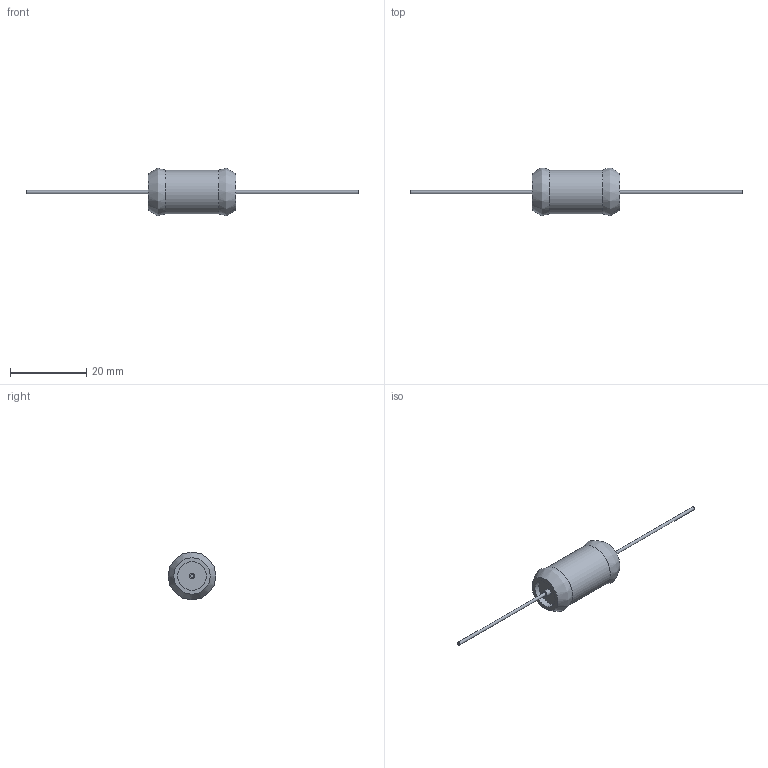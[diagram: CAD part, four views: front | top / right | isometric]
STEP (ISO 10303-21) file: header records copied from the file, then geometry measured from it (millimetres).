
FILE_DESCRIPTION(/* description */ ('Unknown'),/* implementation_level */ '2;1');
FILE_NAME(/* name */ 'HM51',/* time_stamp */ '2021-11-23T17:26:49+08:00',/* author */ ('Unknown'),/* organization */ ('Unknown'),/* preprocessor_version */ 'ST-DEVELOPER v16.7',/* originating_system */ 'Solid Edge',/* authorisation */ 'Unknown');
FILE_SCHEMA (('AUTOMOTIVE_DESIGN {1 0 10303 214 3 1 1}'));
Length unit declared in the file: millimetre
Products named in the file (1): HM51
Bounding box: 87 x 12.51 x 12.5 mm (x, y, z)
Volume: 2307.4 mm3; surface area: 1260.8 mm2
Topology: 1 solids, 1 shells, 17 faces, 28 edges, 19 vertices
Faces by surface type: plane 8, cylinder 7, bspline 2
Full cylindrical faces by diameter (mm): 0.81 x2, 1.5 x2, 7.5 x2, 11.4 x1
Entity records: 823 total; most frequent: CARTESIAN_POINT 408, DIRECTION 60, ORIENTED_EDGE 32, EDGE_LOOP 32, FACE_BOUND 32, AXIS2_PLACEMENT_3D 30, STYLED_ITEM 17, PRESENTATION_STYLE_ASSIGNMENT 17
